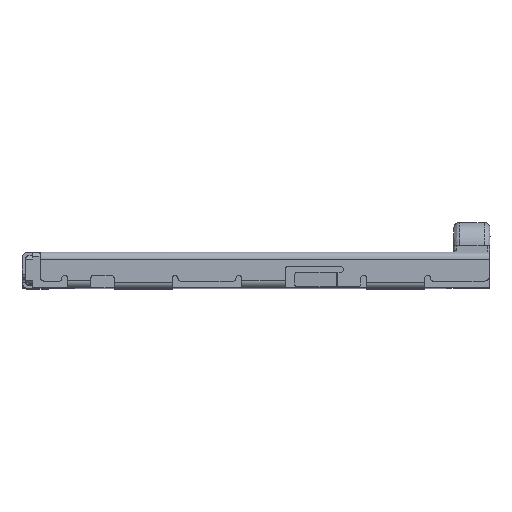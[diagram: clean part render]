
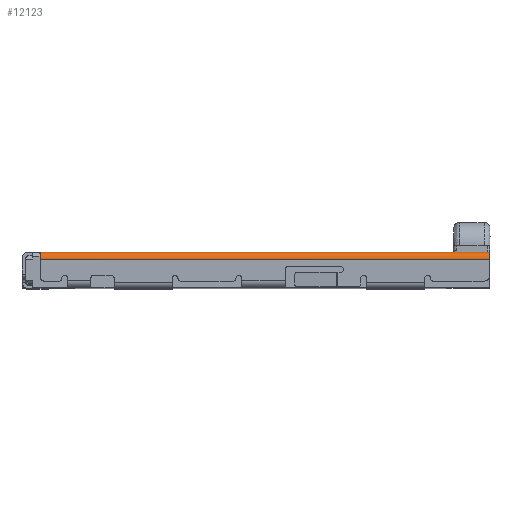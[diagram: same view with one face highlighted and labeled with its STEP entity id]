
A CAD part, top view. The second image highlights one B-rep face of the part: STEP entity #12123.
In plain terms, the highlighted cylindrical face has radius 0.24 mm (diameter 0.48 mm), a partial arc.
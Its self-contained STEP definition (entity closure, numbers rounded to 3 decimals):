
#876 = CARTESIAN_POINT ( 'NONE',  ( 0., -0.115, -0.026 ) ) ;
#918 = CARTESIAN_POINT ( 'NONE',  ( -15.5, -0.118, -0.024 ) ) ;
#1322 = EDGE_CURVE ( 'NONE', #10715, #15873, #16425, .T. ) ;
#1348 = CARTESIAN_POINT ( 'NONE',  ( -15.5, 0., -0.24 ) ) ;
#1890 = B_SPLINE_CURVE_WITH_KNOTS ( 'NONE', 3,
 ( #17767, #5473, #876, #11634, #2434, #13189 ),
 .UNSPECIFIED., .F., .F.,
 ( 4, 2, 4 ),
 ( 0., 0.5, 1. ),
 .UNSPECIFIED. ) ;
#2340 = ORIENTED_EDGE ( 'NONE', *, *, #1322, .T. ) ;
#2434 = CARTESIAN_POINT ( 'NONE',  ( 0., 0., -0.177 ) ) ;
#2437 = CARTESIAN_POINT ( 'NONE',  ( -15.5, 0., -0.24 ) ) ;
#2448 = EDGE_CURVE ( 'NONE', #6496, #3200, #17602, .T. ) ;
#2479 = CARTESIAN_POINT ( 'NONE',  ( -15.5, -0.24, 0. ) ) ;
#2609 = AXIS2_PLACEMENT_3D ( 'NONE', #5937, #16687, #7462 ) ;
#2782 = CARTESIAN_POINT ( 'NONE',  ( -15.5, 0., -0.24 ) ) ;
#3200 = VERTEX_POINT ( 'NONE', #13364 ) ;
#4102 = CYLINDRICAL_SURFACE ( 'NONE', #2609, 0.24 ) ;
#4619 = EDGE_CURVE ( 'NONE', #15873, #15635, #1890, .T. ) ;
#5298 = CARTESIAN_POINT ( 'NONE',  ( -10.333, -0.24, 0. ) ) ;
#5473 = CARTESIAN_POINT ( 'NONE',  ( 0., -0.177, 0. ) ) ;
#5937 = CARTESIAN_POINT ( 'NONE',  ( 0., -0.24, -0.24 ) ) ;
#6241 = CARTESIAN_POINT ( 'NONE',  ( 0., -0.24, 0. ) ) ;
#6496 = VERTEX_POINT ( 'NONE', #1348 ) ;
#6669 = ORIENTED_EDGE ( 'NONE', *, *, #9086, .T. ) ;
#6826 = CARTESIAN_POINT ( 'NONE',  ( -15.5, -0.24, 0. ) ) ;
#7036 = CARTESIAN_POINT ( 'NONE',  ( -15.5, 0., -0.23 ) ) ;
#7202 = CARTESIAN_POINT ( 'NONE',  ( -5.167, 0., -0.24 ) ) ;
#7342 = CARTESIAN_POINT ( 'NONE',  ( 0., 0., -0.24 ) ) ;
#7462 = DIRECTION ( 'NONE',  ( 0., 0., 1. ) ) ;
#7555 = ORIENTED_EDGE ( 'NONE', *, *, #2448, .T. ) ;
#8370 = CARTESIAN_POINT ( 'NONE',  ( 0., -0.24, 0. ) ) ;
#8542 = CARTESIAN_POINT ( 'NONE',  ( -15.5, 0., -0.233 ) ) ;
#9086 = EDGE_CURVE ( 'NONE', #15635, #6496, #11342, .T. ) ;
#10115 = CARTESIAN_POINT ( 'NONE',  ( -15.5, -0.03, -0.109 ) ) ;
#10232 = EDGE_LOOP ( 'NONE', ( #6669, #7555, #16143, #2340, #13899 ) ) ;
#10715 = VERTEX_POINT ( 'NONE', #19231 ) ;
#11342 = B_SPLINE_CURVE_WITH_KNOTS ( 'NONE', 3,
 ( #7342, #7202, #11983, #2782 ),
 .UNSPECIFIED., .F., .F.,
 ( 4, 4 ),
 ( 0., 1. ),
 .UNSPECIFIED. ) ;
#11391 = CARTESIAN_POINT ( 'NONE',  ( -5.167, -0.24, 0. ) ) ;
#11634 = CARTESIAN_POINT ( 'NONE',  ( 0., -0.026, -0.115 ) ) ;
#11672 = CARTESIAN_POINT ( 'NONE',  ( -15.5, -0.179, 0. ) ) ;
#11983 = CARTESIAN_POINT ( 'NONE',  ( -10.334, 0., -0.24 ) ) ;
#12123 = ADVANCED_FACE ( 'NONE', ( #12289 ), #4102, .T. ) ;
#12289 = FACE_OUTER_BOUND ( 'NONE', #10232, .T. ) ;
#12543 = EDGE_CURVE ( 'NONE', #3200, #10715, #18655, .T. ) ;
#13189 = CARTESIAN_POINT ( 'NONE',  ( 0., 0., -0.24 ) ) ;
#13191 = CARTESIAN_POINT ( 'NONE',  ( -15.5, 0., -0.23 ) ) ;
#13364 = CARTESIAN_POINT ( 'NONE',  ( -15.5, 0., -0.23 ) ) ;
#13899 = ORIENTED_EDGE ( 'NONE', *, *, #4619, .T. ) ;
#15635 = VERTEX_POINT ( 'NONE', #16310 ) ;
#15873 = VERTEX_POINT ( 'NONE', #6241 ) ;
#16143 = ORIENTED_EDGE ( 'NONE', *, *, #12543, .T. ) ;
#16205 = CARTESIAN_POINT ( 'NONE',  ( -15.5, 0., -0.237 ) ) ;
#16242 = CARTESIAN_POINT ( 'NONE',  ( -15.5, -0.003, -0.169 ) ) ;
#16310 = CARTESIAN_POINT ( 'NONE',  ( 0., 0., -0.24 ) ) ;
#16425 = B_SPLINE_CURVE_WITH_KNOTS ( 'NONE', 3,
 ( #6826, #5298, #11391, #8370 ),
 .UNSPECIFIED., .F., .F.,
 ( 4, 4 ),
 ( 0., 1. ),
 .UNSPECIFIED. ) ;
#16687 = DIRECTION ( 'NONE',  ( -1., 0., 0. ) ) ;
#17602 = B_SPLINE_CURVE_WITH_KNOTS ( 'NONE', 3,
 ( #2437, #16205, #8542, #13191 ),
 .UNSPECIFIED., .F., .F.,
 ( 4, 4 ),
 ( 0., 1. ),
 .UNSPECIFIED. ) ;
#17767 = CARTESIAN_POINT ( 'NONE',  ( 0., -0.24, 0. ) ) ;
#18655 = B_SPLINE_CURVE_WITH_KNOTS ( 'NONE', 3,
 ( #7036, #16242, #10115, #918, #11672, #2479 ),
 .UNSPECIFIED., .F., .F.,
 ( 4, 2, 4 ),
 ( 0., 0.5, 1. ),
 .UNSPECIFIED. ) ;
#19231 = CARTESIAN_POINT ( 'NONE',  ( -15.5, -0.24, 0. ) ) ;
